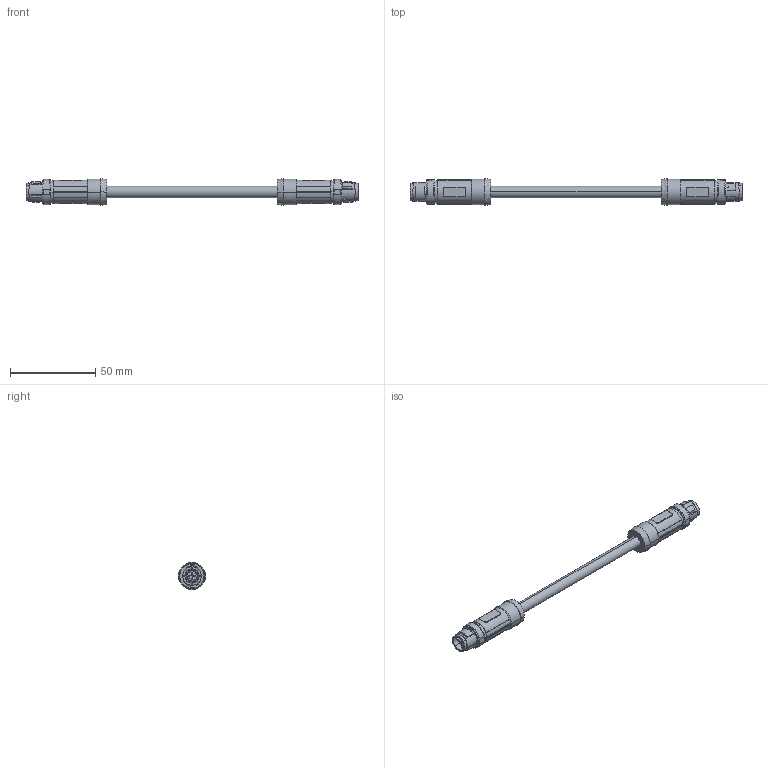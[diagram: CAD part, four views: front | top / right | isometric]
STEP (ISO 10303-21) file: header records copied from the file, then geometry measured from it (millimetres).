
FILE_DESCRIPTION(('SolidDesigner STEP Export'),'2;1');
FILE_NAME('1415595_NBC_MSX_2.0_94S_MSX_SCO_RAIL-select.stp','2015-01-15T 6:37:59',(''),(''),'Creo Elements/Direct Modeling STEP processor for AP214 (Solid Model)','Creo Elements/Direct Modeling 18.1B 29-Sep-2012 (C) Parametric Technology GmbH','');
FILE_SCHEMA(('AUTOMOTIVE_DESIGN { 1 0 10303 214 1 1 1 1 }'));
Length unit declared in the file: millimetre
Products named in the file (1): 1415595_NBC_MSX_2.0_94S_MSX_SCO_RAIL-select
Bounding box: 194.6 x 16 x 16 mm (x, y, z)
Volume: 16945.6 mm3; surface area: 8121.4 mm2
Topology: 1 solids, 1 shells, 324 faces, 828 edges, 560 vertices
Faces by surface type: plane 142, cylinder 94, cone 76, bspline 12
Entity records: 15692 total; most frequent: CARTESIAN_POINT 5665, ORIENTED_EDGE 1656, DIRECTION 1296, EDGE_CURVE 828, VERTEX_POINT 560, AXIS2_PLACEMENT_3D 473, EDGE_LOOP 378, VECTOR 350
